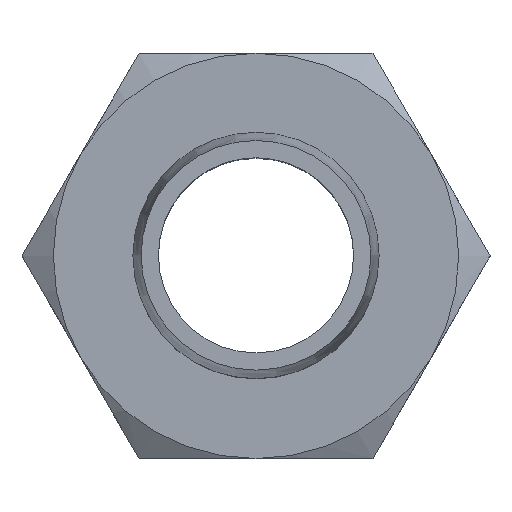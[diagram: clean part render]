
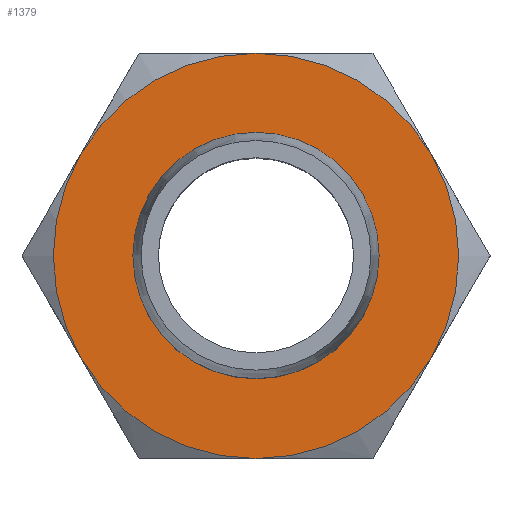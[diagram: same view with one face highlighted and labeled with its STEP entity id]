
A CAD part, top view. The second image highlights one B-rep face of the part: STEP entity #1379.
In plain terms, the highlighted face is planar.
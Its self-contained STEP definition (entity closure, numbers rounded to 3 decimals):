
#718=ORIENTED_EDGE('',*,*,#910,.T.);
#719=ORIENTED_EDGE('',*,*,#911,.T.);
#720=ORIENTED_EDGE('',*,*,#912,.T.);
#721=ORIENTED_EDGE('',*,*,#913,.T.);
#722=ORIENTED_EDGE('',*,*,#908,.T.);
#723=ORIENTED_EDGE('',*,*,#914,.T.);
#724=ORIENTED_EDGE('',*,*,#915,.F.);
#827=CIRCLE('',#1285,13.5);
#828=CIRCLE('',#1288,13.5);
#829=CIRCLE('',#1289,13.5);
#830=CIRCLE('',#1290,13.5);
#831=CIRCLE('',#1291,13.5);
#832=CIRCLE('',#1292,13.5);
#833=CIRCLE('',#1293,8.1);
#859=VERTEX_POINT('',#1442);
#863=VERTEX_POINT('',#1452);
#864=VERTEX_POINT('',#1456);
#865=VERTEX_POINT('',#1457);
#866=VERTEX_POINT('',#1459);
#867=VERTEX_POINT('',#1461);
#868=VERTEX_POINT('',#1465);
#908=EDGE_CURVE('',#863,#859,#827,.T.);
#910=EDGE_CURVE('',#864,#865,#828,.T.);
#911=EDGE_CURVE('',#865,#866,#829,.T.);
#912=EDGE_CURVE('',#866,#867,#830,.T.);
#913=EDGE_CURVE('',#867,#863,#831,.T.);
#914=EDGE_CURVE('',#859,#864,#832,.T.);
#915=EDGE_CURVE('',#868,#868,#833,.T.);
#961=EDGE_LOOP('',(#718,#719,#720,#721,#722,#723));
#962=EDGE_LOOP('',(#724));
#1019=FACE_BOUND('',#961,.T.);
#1020=FACE_BOUND('',#962,.T.);
#1112=DIRECTION('',(0.,1.,0.));
#1113=DIRECTION('',(-11.691,0.,-6.75));
#1116=DIRECTION('',(0.,1.,0.));
#1117=DIRECTION('',(1.,0.,0.));
#1118=DIRECTION('',(0.,1.,0.));
#1119=DIRECTION('',(0.,0.,13.5));
#1120=DIRECTION('',(0.,1.,0.));
#1121=DIRECTION('',(11.691,0.,6.75));
#1122=DIRECTION('',(0.,1.,0.));
#1123=DIRECTION('',(11.691,0.,-6.75));
#1124=DIRECTION('',(0.,1.,0.));
#1125=DIRECTION('',(0.,0.,-13.5));
#1126=DIRECTION('',(0.,1.,0.));
#1127=DIRECTION('',(-11.691,0.,6.75));
#1128=DIRECTION('',(0.,1.,0.));
#1129=DIRECTION('',(8.1,0.,0.));
#1285=AXIS2_PLACEMENT_3D('',#1453,#1112,#1113);
#1287=AXIS2_PLACEMENT_3D('',#1455,#1116,#1117);
#1288=AXIS2_PLACEMENT_3D('',#1458,#1118,#1119);
#1289=AXIS2_PLACEMENT_3D('',#1460,#1120,#1121);
#1290=AXIS2_PLACEMENT_3D('',#1462,#1122,#1123);
#1291=AXIS2_PLACEMENT_3D('',#1463,#1124,#1125);
#1292=AXIS2_PLACEMENT_3D('',#1464,#1126,#1127);
#1293=AXIS2_PLACEMENT_3D('',#1466,#1128,#1129);
#1362=PLANE('',#1287);
#1379=ADVANCED_FACE('',(#1019,#1020),#1362,.T.);
#1442=CARTESIAN_POINT('',(12.501,44.793,6.75));
#1452=CARTESIAN_POINT('',(12.501,44.793,-6.75));
#1453=CARTESIAN_POINT('',(24.193,44.793,0.));
#1455=CARTESIAN_POINT('',(24.193,44.793,13.5));
#1456=CARTESIAN_POINT('',(24.193,44.793,13.5));
#1457=CARTESIAN_POINT('',(35.884,44.793,6.75));
#1458=CARTESIAN_POINT('',(24.193,44.793,0.));
#1459=CARTESIAN_POINT('',(35.884,44.793,-6.75));
#1460=CARTESIAN_POINT('',(24.193,44.793,0.));
#1461=CARTESIAN_POINT('',(24.193,44.793,-13.5));
#1462=CARTESIAN_POINT('',(24.193,44.793,0.));
#1463=CARTESIAN_POINT('',(24.193,44.793,0.));
#1464=CARTESIAN_POINT('',(24.193,44.793,0.));
#1465=CARTESIAN_POINT('',(32.293,44.793,0.));
#1466=CARTESIAN_POINT('',(24.193,44.793,0.));
